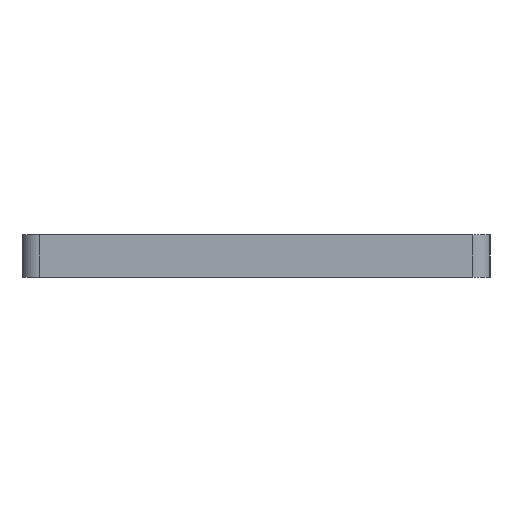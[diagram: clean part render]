
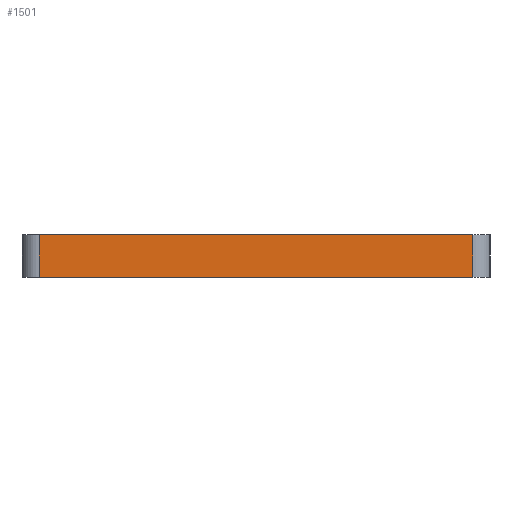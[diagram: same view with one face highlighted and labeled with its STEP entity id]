
A CAD part, left-side view. The second image highlights one B-rep face of the part: STEP entity #1501.
In plain terms, the highlighted planar face has unit normal (-1, 0, 0).
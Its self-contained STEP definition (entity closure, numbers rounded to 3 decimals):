
#31 = PLANE('',#32);
#32 = AXIS2_PLACEMENT_3D('',#33,#34,#35);
#33 = CARTESIAN_POINT('',(88.,24.82,0.));
#34 = DIRECTION('',(-0.,-0.,-1.));
#35 = DIRECTION('',(-1.,0.,0.));
#268 = VERTEX_POINT('',#269);
#269 = CARTESIAN_POINT('',(-0.,2.,0.));
#284 = CYLINDRICAL_SURFACE('',#285,2.);
#285 = AXIS2_PLACEMENT_3D('',#286,#287,#288);
#286 = CARTESIAN_POINT('',(2.,2.,0.));
#287 = DIRECTION('',(0.,0.,1.));
#288 = DIRECTION('',(0.,-1.,0.));
#296 = EDGE_CURVE('',#268,#297,#299,.T.);
#297 = VERTEX_POINT('',#298);
#298 = CARTESIAN_POINT('',(-0.,53.,0.));
#299 = SURFACE_CURVE('',#300,(#304,#311),.PCURVE_S1.);
#300 = LINE('',#301,#302);
#301 = CARTESIAN_POINT('',(0.,0.,0.));
#302 = VECTOR('',#303,1.);
#303 = DIRECTION('',(0.,1.,0.));
#304 = PCURVE('',#31,#305);
#305 = DEFINITIONAL_REPRESENTATION('',(#306),#310);
#306 = LINE('',#307,#308);
#307 = CARTESIAN_POINT('',(88.,-24.82));
#308 = VECTOR('',#309,1.);
#309 = DIRECTION('',(0.,1.));
#310 = ( GEOMETRIC_REPRESENTATION_CONTEXT(2) 
PARAMETRIC_REPRESENTATION_CONTEXT() REPRESENTATION_CONTEXT('2D SPACE',''
  ) );
#311 = PCURVE('',#312,#317);
#312 = PLANE('',#313);
#313 = AXIS2_PLACEMENT_3D('',#314,#315,#316);
#314 = CARTESIAN_POINT('',(0.,0.,0.));
#315 = DIRECTION('',(-1.,0.,0.));
#316 = DIRECTION('',(0.,1.,0.));
#317 = DEFINITIONAL_REPRESENTATION('',(#318),#322);
#318 = LINE('',#319,#320);
#319 = CARTESIAN_POINT('',(0.,0.));
#320 = VECTOR('',#321,1.);
#321 = DIRECTION('',(1.,0.));
#322 = ( GEOMETRIC_REPRESENTATION_CONTEXT(2) 
PARAMETRIC_REPRESENTATION_CONTEXT() REPRESENTATION_CONTEXT('2D SPACE',''
  ) );
#341 = CYLINDRICAL_SURFACE('',#342,2.);
#342 = AXIS2_PLACEMENT_3D('',#343,#344,#345);
#343 = CARTESIAN_POINT('',(2.,53.,0.));
#344 = DIRECTION('',(0.,0.,1.));
#345 = DIRECTION('',(-1.,0.,0.));
#916 = PLANE('',#917);
#917 = AXIS2_PLACEMENT_3D('',#918,#919,#920);
#918 = CARTESIAN_POINT('',(88.,24.82,5.));
#919 = DIRECTION('',(-0.,-0.,-1.));
#920 = DIRECTION('',(-1.,0.,0.));
#1409 = VERTEX_POINT('',#1410);
#1410 = CARTESIAN_POINT('',(-0.,53.,5.));
#1432 = EDGE_CURVE('',#297,#1409,#1433,.T.);
#1433 = SURFACE_CURVE('',#1434,(#1438,#1445),.PCURVE_S1.);
#1434 = LINE('',#1435,#1436);
#1435 = CARTESIAN_POINT('',(0.,53.,0.));
#1436 = VECTOR('',#1437,1.);
#1437 = DIRECTION('',(0.,0.,1.));
#1438 = PCURVE('',#341,#1439);
#1439 = DEFINITIONAL_REPRESENTATION('',(#1440),#1444);
#1440 = LINE('',#1441,#1442);
#1441 = CARTESIAN_POINT('',(-0.,0.));
#1442 = VECTOR('',#1443,1.);
#1443 = DIRECTION('',(-0.,1.));
#1444 = ( GEOMETRIC_REPRESENTATION_CONTEXT(2) 
PARAMETRIC_REPRESENTATION_CONTEXT() REPRESENTATION_CONTEXT('2D SPACE',''
  ) );
#1445 = PCURVE('',#312,#1446);
#1446 = DEFINITIONAL_REPRESENTATION('',(#1447),#1451);
#1447 = LINE('',#1448,#1449);
#1448 = CARTESIAN_POINT('',(53.,0.));
#1449 = VECTOR('',#1450,1.);
#1450 = DIRECTION('',(0.,-1.));
#1451 = ( GEOMETRIC_REPRESENTATION_CONTEXT(2) 
PARAMETRIC_REPRESENTATION_CONTEXT() REPRESENTATION_CONTEXT('2D SPACE',''
  ) );
#1501 = ADVANCED_FACE('',(#1502),#312,.T.);
#1502 = FACE_BOUND('',#1503,.T.);
#1503 = EDGE_LOOP('',(#1504,#1505,#1528,#1549));
#1504 = ORIENTED_EDGE('',*,*,#296,.F.);
#1505 = ORIENTED_EDGE('',*,*,#1506,.T.);
#1506 = EDGE_CURVE('',#268,#1507,#1509,.T.);
#1507 = VERTEX_POINT('',#1508);
#1508 = CARTESIAN_POINT('',(-0.,2.,5.));
#1509 = SURFACE_CURVE('',#1510,(#1514,#1521),.PCURVE_S1.);
#1510 = LINE('',#1511,#1512);
#1511 = CARTESIAN_POINT('',(0.,2.,0.));
#1512 = VECTOR('',#1513,1.);
#1513 = DIRECTION('',(0.,0.,1.));
#1514 = PCURVE('',#312,#1515);
#1515 = DEFINITIONAL_REPRESENTATION('',(#1516),#1520);
#1516 = LINE('',#1517,#1518);
#1517 = CARTESIAN_POINT('',(2.,0.));
#1518 = VECTOR('',#1519,1.);
#1519 = DIRECTION('',(0.,-1.));
#1520 = ( GEOMETRIC_REPRESENTATION_CONTEXT(2) 
PARAMETRIC_REPRESENTATION_CONTEXT() REPRESENTATION_CONTEXT('2D SPACE',''
  ) );
#1521 = PCURVE('',#284,#1522);
#1522 = DEFINITIONAL_REPRESENTATION('',(#1523),#1527);
#1523 = LINE('',#1524,#1525);
#1524 = CARTESIAN_POINT('',(-1.571,0.));
#1525 = VECTOR('',#1526,1.);
#1526 = DIRECTION('',(-0.,1.));
#1527 = ( GEOMETRIC_REPRESENTATION_CONTEXT(2) 
PARAMETRIC_REPRESENTATION_CONTEXT() REPRESENTATION_CONTEXT('2D SPACE',''
  ) );
#1528 = ORIENTED_EDGE('',*,*,#1529,.T.);
#1529 = EDGE_CURVE('',#1507,#1409,#1530,.T.);
#1530 = SURFACE_CURVE('',#1531,(#1535,#1542),.PCURVE_S1.);
#1531 = LINE('',#1532,#1533);
#1532 = CARTESIAN_POINT('',(0.,0.,5.));
#1533 = VECTOR('',#1534,1.);
#1534 = DIRECTION('',(0.,1.,0.));
#1535 = PCURVE('',#312,#1536);
#1536 = DEFINITIONAL_REPRESENTATION('',(#1537),#1541);
#1537 = LINE('',#1538,#1539);
#1538 = CARTESIAN_POINT('',(0.,-5.));
#1539 = VECTOR('',#1540,1.);
#1540 = DIRECTION('',(1.,0.));
#1541 = ( GEOMETRIC_REPRESENTATION_CONTEXT(2) 
PARAMETRIC_REPRESENTATION_CONTEXT() REPRESENTATION_CONTEXT('2D SPACE',''
  ) );
#1542 = PCURVE('',#916,#1543);
#1543 = DEFINITIONAL_REPRESENTATION('',(#1544),#1548);
#1544 = LINE('',#1545,#1546);
#1545 = CARTESIAN_POINT('',(88.,-24.82));
#1546 = VECTOR('',#1547,1.);
#1547 = DIRECTION('',(0.,1.));
#1548 = ( GEOMETRIC_REPRESENTATION_CONTEXT(2) 
PARAMETRIC_REPRESENTATION_CONTEXT() REPRESENTATION_CONTEXT('2D SPACE',''
  ) );
#1549 = ORIENTED_EDGE('',*,*,#1432,.F.);
